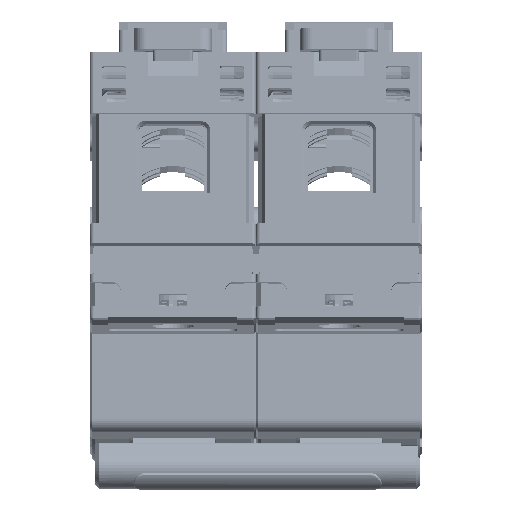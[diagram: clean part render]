
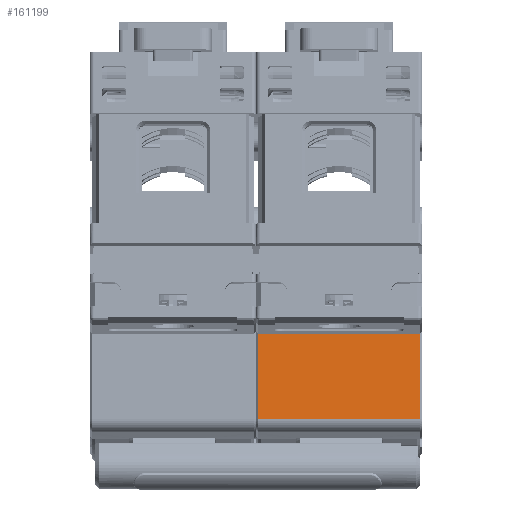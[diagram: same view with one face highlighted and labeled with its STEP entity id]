
A CAD part, left-side view. The second image highlights one B-rep face of the part: STEP entity #161199.
In plain terms, the highlighted face is planar.
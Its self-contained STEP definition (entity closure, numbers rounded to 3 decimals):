
#133161=DIRECTION('',(0.,0.,1.));
#133162=VECTOR('',#133161,13.711);
#133163=CARTESIAN_POINT('',(105.5,26.4,
-212.711));
#133164=LINE('',#133163,#133162);
#140289=DIRECTION('',(0.,-1.,0.));
#140290=VECTOR('',#140289,13.);
#140291=CARTESIAN_POINT('',(105.5,13.4,-199.));
#140292=LINE('',#140291,#140290);
#140401=DIRECTION('',(0.,0.,1.));
#140402=VECTOR('',#140401,13.711);
#140403=CARTESIAN_POINT('',(105.5,0.4,
-212.711));
#140404=LINE('',#140403,#140402);
#140408=DIRECTION('',(0.,1.,0.));
#140409=VECTOR('',#140408,13.);
#140410=CARTESIAN_POINT('',(105.5,13.4,-199.));
#140411=LINE('',#140410,#140409);
#140415=DIRECTION('',(0.,1.,0.));
#140416=VECTOR('',#140415,26.);
#140417=CARTESIAN_POINT('',(105.5,0.4,
-212.711));
#140418=LINE('',#140417,#140416);
#142945=CARTESIAN_POINT('',(105.5,13.4,-199.));
#142946=VERTEX_POINT('',#142945);
#143816=CARTESIAN_POINT('',(105.5,0.4,-199.));
#143817=VERTEX_POINT('',#143816);
#143921=CARTESIAN_POINT('',(105.5,26.4,-212.711));
#143922=VERTEX_POINT('',#143921);
#143923=CARTESIAN_POINT('',(105.5,0.4,-212.711));
#143924=VERTEX_POINT('',#143923);
#143960=CARTESIAN_POINT('',(105.5,26.4,-199.));
#143961=VERTEX_POINT('',#143960);
#161186=CARTESIAN_POINT('',(105.5,0.,-215.367));
#161187=DIRECTION('',(1.,0.,0.));
#161188=DIRECTION('',(0.,0.,-1.));
#161189=AXIS2_PLACEMENT_3D('',#161186,#161187,#161188);
#161190=PLANE('',#161189);
#161191=ORIENTED_EDGE('',*,*,#161170,.T.);
#161192=ORIENTED_EDGE('',*,*,#160984,.F.);
#161193=ORIENTED_EDGE('',*,*,#152669,.T.);
#161194=ORIENTED_EDGE('',*,*,#152695,.F.);
#161196=ORIENTED_EDGE('',*,*,#161195,.F.);
#161197=EDGE_LOOP('',(#161191,#161192,#161193,#161194,#161196));
#161198=FACE_OUTER_BOUND('',#161197,.F.);
#161199=ADVANCED_FACE('',(#161198),#161190,.T.);
#152669=EDGE_CURVE('',#142946,#143961,#140411,.T.);
#152695=EDGE_CURVE('',#143922,#143961,#133164,.T.);
#160984=EDGE_CURVE('',#142946,#143817,#140292,.T.);
#161170=EDGE_CURVE('',#143924,#143817,#140404,.T.);
#161195=EDGE_CURVE('',#143924,#143922,#140418,.T.);
